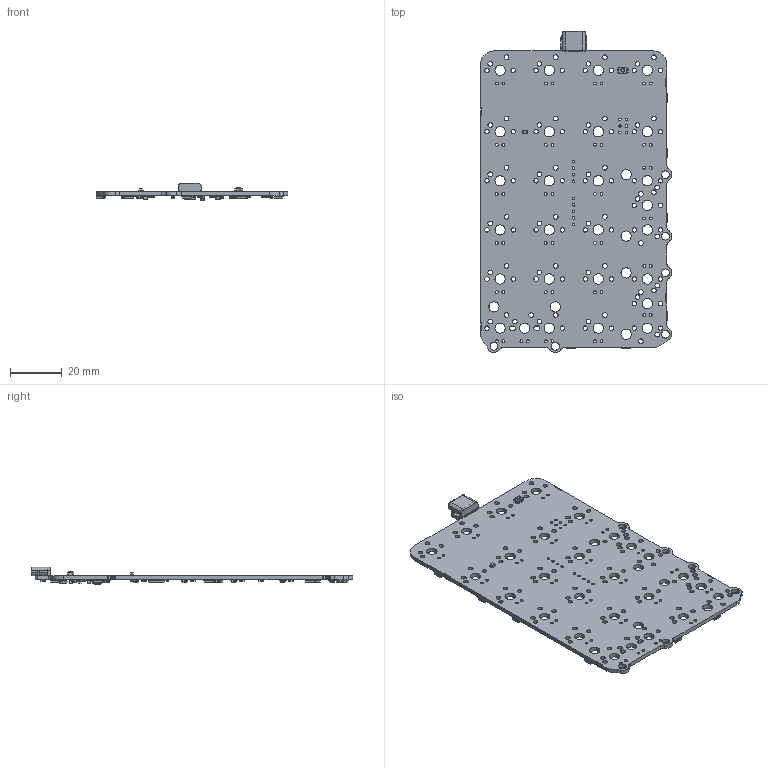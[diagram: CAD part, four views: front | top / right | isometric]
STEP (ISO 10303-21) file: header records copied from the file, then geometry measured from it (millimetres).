
FILE_DESCRIPTION(/* description */ (''),/* implementation_level */ '2;1');
FILE_NAME(/* name */ 'delphine-rev.1.step',/* time_stamp */ '2020-07-22T23:17:43+07:00',/* author */ (''),/* organization */ (''),/* preprocessor_version */ 'ST-DEVELOPER v18.1',/* originating_system */ 'Autodesk Translation Framework v9.3.0.1241',/* authorisation */ '');
FILE_SCHEMA (('AUTOMOTIVE_DESIGN { 1 0 10303 214 3 1 1 }'));
Length unit declared in the file: millimetre
Products named in the file (28): (Unsaved); resonator_16mhz; COMPOUND (1); SK6812_3535_v1; COMPOUND; CP_EIA-3216-18_Kemet-A_v3; COMPOUND (2); LED_0805_2012Metric; SOLID (1); HRO-TYPE-C-31-M-12; SOLID (4); SOT-89-3; SOLID (3); QFN-44-1EP_7x7mm_P0.5mm_EP5.2x5.2mm; SOLID (6); SW_SPST_B3U-1000P-B; SOLID (7); R_0805_2012Metric; SOLID (2); SOT-23; SOLID (5); D_SOD-323; SOLID (8); SOT-143; SOLID (9); C_0805_2012Metric; SOLID; COMPOUND (3)
Assembly tree (119 placements, depth 3):
  (Unsaved)
    resonator_16mhz
      COMPOUND (1)
    SK6812_3535_v1  x13
      COMPOUND
    CP_EIA-3216-18_Kemet-A_v3
      COMPOUND (2)
    C_0805_2012Metric  x4
      SOLID
    LED_0805_2012Metric
      SOLID (1)
    R_0805_2012Metric  x31
      SOLID (2)
    HRO-TYPE-C-31-M-12
      SOLID (4)
    SOT-89-3
      SOLID (3)
    QFN-44-1EP_7x7mm_P0.5mm_EP5.2x5.2mm
      SOLID (6)
    SW_SPST_B3U-1000P-B
      SOLID (7)
    SOT-23
      SOLID (5)
    D_SOD-323  x48
      SOLID (8)
    SOT-143
      SOLID (9)
    COMPOUND (3)
Bounding box: 74.36 x 124.6 x 6.71 mm (x, y, z)
Volume: 12593.2 mm3; surface area: 20263.6 mm2
Topology: 188 solids, 188 shells, 6958 faces, 17347 edges, 10817 vertices
Faces by surface type: plane 5226, cylinder 1508, bspline 166, cone 23, torus 18, sphere 17
Full cylindrical faces by diameter (mm): 0.4 x1, 0.5 x2, 0.65 x3, 0.7 x1, 0.8 x1, 1 x15, 1.1 x50, 1.5 x1, 1.702 x50, 1.8 x54, 3.048 x6, 3.988 x33
Entity records: 61948 total; most frequent: CARTESIAN_POINT 13074, ORIENTED_EDGE 9812, DIRECTION 9243, EDGE_CURVE 4906, LINE 3535, VECTOR 3535, VERTEX_POINT 3157, AXIS2_PLACEMENT_3D 2854
